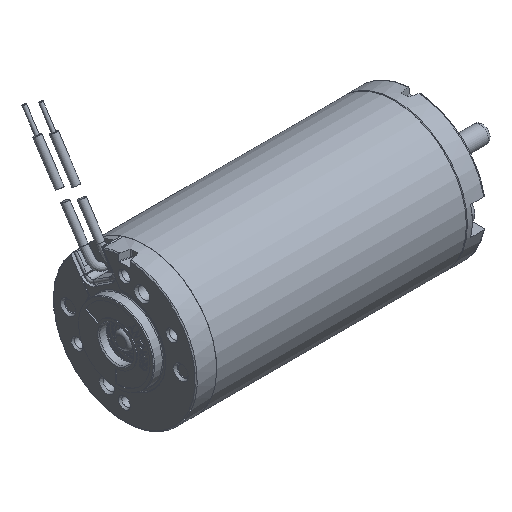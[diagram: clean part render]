
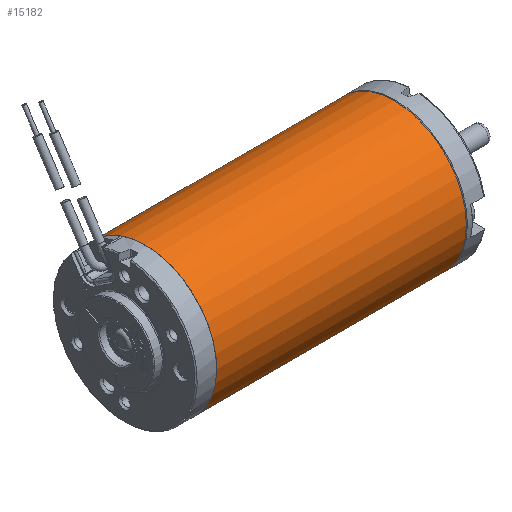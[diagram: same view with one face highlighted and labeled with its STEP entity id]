
A CAD part, isometric view. The second image highlights one B-rep face of the part: STEP entity #15182.
In plain terms, the highlighted cylindrical face has radius 21 mm (diameter 42 mm), a full revolution.
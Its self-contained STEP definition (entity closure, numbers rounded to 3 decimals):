
#3902=CYLINDRICAL_SURFACE('',#43774,21.);
#15182=ADVANCED_FACE('',(#17329,#17330),#3902,.T.);
#17329=FACE_BOUND('',#19080,.T.);
#17330=FACE_BOUND('',#19081,.T.);
#19080=EDGE_LOOP('',(#25084));
#19081=EDGE_LOOP('',(#25085));
#25084=ORIENTED_EDGE('',*,*,#37853,.T.);
#25085=ORIENTED_EDGE('',*,*,#37855,.T.);
#33472=VERTEX_POINT('',#64230);
#33474=VERTEX_POINT('',#64235);
#37853=EDGE_CURVE('',#33472,#33472,#41644,.T.);
#37855=EDGE_CURVE('',#33474,#33474,#41646,.T.);
#41644=CIRCLE('',#43769,21.);
#41646=CIRCLE('',#43772,21.);
#43769=AXIS2_PLACEMENT_3D('',#64229,#50276,#50277);
#43772=AXIS2_PLACEMENT_3D('',#64234,#50282,#50283);
#43774=AXIS2_PLACEMENT_3D('',#64237,#50286,#50287);
#50276=DIRECTION('',(1.,0.,0.));
#50277=DIRECTION('',(0.,-1.,0.));
#50282=DIRECTION('',(-1.,0.,0.));
#50283=DIRECTION('',(0.,1.,0.));
#50286=DIRECTION('',(-1.,0.,0.));
#50287=DIRECTION('',(0.,1.,0.));
#64229=CARTESIAN_POINT('',(-99.,0.,0.));
#64230=CARTESIAN_POINT('',(-99.,-21.,0.));
#64234=CARTESIAN_POINT('',(-26.,0.,0.));
#64235=CARTESIAN_POINT('',(-26.,21.,0.));
#64237=CARTESIAN_POINT('',(-26.,0.,0.));
